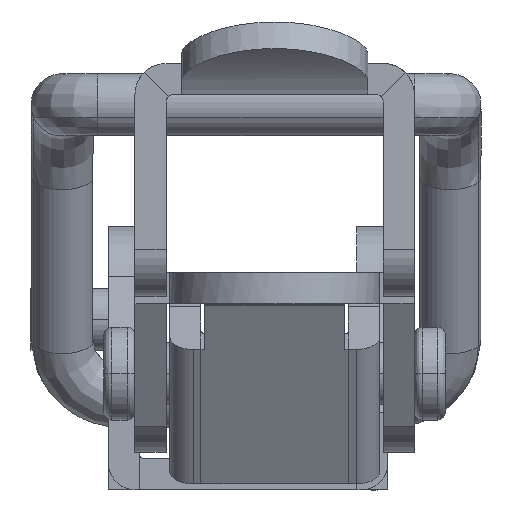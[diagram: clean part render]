
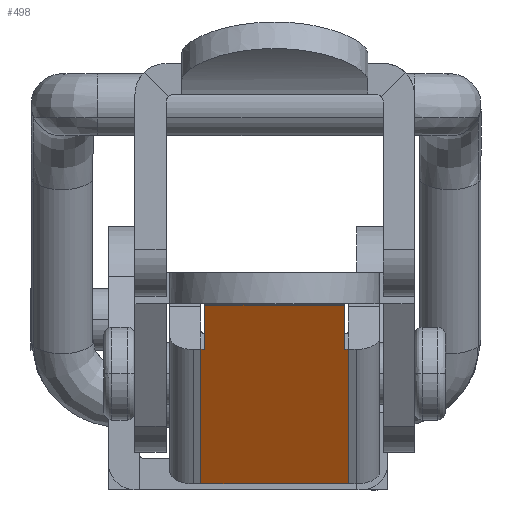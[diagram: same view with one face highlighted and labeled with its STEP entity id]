
A CAD part, left-side view. The second image highlights one B-rep face of the part: STEP entity #498.
In plain terms, the highlighted planar face has unit normal (-0.866, 0, -0.5).
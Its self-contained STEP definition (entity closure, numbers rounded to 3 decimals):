
#106=B_SPLINE_CURVE_WITH_KNOTS('',1,(#6350,#6351),.UNSPECIFIED.,.F.,.F.,
(2,2),(0.,0.25),.UNSPECIFIED.);
#110=B_SPLINE_CURVE_WITH_KNOTS('',1,(#6358,#6359),.UNSPECIFIED.,.F.,.F.,
(2,2),(0.,10.),.UNSPECIFIED.);
#122=B_SPLINE_CURVE_WITH_KNOTS('',1,(#6400,#6401),.UNSPECIFIED.,.F.,.F.,
(2,2),(0.,10.),.UNSPECIFIED.);
#125=B_SPLINE_CURVE_WITH_KNOTS('',1,(#6406,#6407),.UNSPECIFIED.,.F.,.F.,
(2,2),(0.,0.25),.UNSPECIFIED.);
#137=B_SPLINE_CURVE_WITH_KNOTS('',1,(#6455,#6456),.UNSPECIFIED.,.F.,.F.,
(2,2),(-9.,0.),.UNSPECIFIED.);
#175=B_SPLINE_CURVE_WITH_KNOTS('',1,(#6546,#6547,#6548,#6549),
 .UNSPECIFIED.,.F.,.F.,(2,1,1,2),(0.,0.25,9.25,9.5),.UNSPECIFIED.);
#179=B_SPLINE_CURVE_WITH_KNOTS('',1,(#6557,#6558),.UNSPECIFIED.,.F.,.F.,
(2,2),(-3.277,0.),.UNSPECIFIED.);
#180=B_SPLINE_CURVE_WITH_KNOTS('',1,(#6559,#6560),.UNSPECIFIED.,.F.,.F.,
(2,2),(-3.277,0.),.UNSPECIFIED.);
#498=ADVANCED_FACE('',(#715),#3548,.T.);
#715=FACE_OUTER_BOUND('',#947,.T.);
#947=EDGE_LOOP('',(#1678,#1679,#1680,#1681,#1682,#1683,#1684,#1685));
#1678=ORIENTED_EDGE('',*,*,#2488,.F.);
#1679=ORIENTED_EDGE('',*,*,#2442,.T.);
#1680=ORIENTED_EDGE('',*,*,#2489,.F.);
#1681=ORIENTED_EDGE('',*,*,#2396,.F.);
#1682=ORIENTED_EDGE('',*,*,#2400,.F.);
#1683=ORIENTED_EDGE('',*,*,#2484,.F.);
#1684=ORIENTED_EDGE('',*,*,#2418,.F.);
#1685=ORIENTED_EDGE('',*,*,#2421,.F.);
#2396=EDGE_CURVE('',#3274,#3275,#106,.T.);
#2400=EDGE_CURVE('',#3278,#3274,#110,.T.);
#2418=EDGE_CURVE('',#3293,#3290,#122,.T.);
#2421=EDGE_CURVE('',#3296,#3293,#125,.T.);
#2442=EDGE_CURVE('',#3312,#3310,#137,.T.);
#2484=EDGE_CURVE('',#3290,#3278,#175,.T.);
#2488=EDGE_CURVE('',#3312,#3296,#179,.T.);
#2489=EDGE_CURVE('',#3275,#3310,#180,.T.);
#3274=VERTEX_POINT('',#6206);
#3275=VERTEX_POINT('',#6207);
#3278=VERTEX_POINT('',#6210);
#3290=VERTEX_POINT('',#6222);
#3293=VERTEX_POINT('',#6225);
#3296=VERTEX_POINT('',#6228);
#3310=VERTEX_POINT('',#6242);
#3312=VERTEX_POINT('',#6244);
#3548=PLANE('',#3990);
#3990=AXIS2_PLACEMENT_3D('',#6159,#4460,$);
#4460=DIRECTION('',(-0.866,0.,-0.5));
#6159=CARTESIAN_POINT('',(-66.09,14.712,8.547));
#6206=CARTESIAN_POINT('',(-63.779,13.75,4.544));
#6207=CARTESIAN_POINT('',(-63.779,13.5,4.544));
#6210=CARTESIAN_POINT('',(-58.779,13.75,-4.116));
#6222=CARTESIAN_POINT('',(-58.779,4.25,-4.116));
#6225=CARTESIAN_POINT('',(-63.779,4.25,4.544));
#6228=CARTESIAN_POINT('',(-63.779,4.5,4.544));
#6242=CARTESIAN_POINT('',(-65.418,13.5,7.382));
#6244=CARTESIAN_POINT('',(-65.418,4.5,7.382));
#6350=CARTESIAN_POINT('',(-63.779,13.75,4.544));
#6351=CARTESIAN_POINT('',(-63.779,13.5,4.544));
#6358=CARTESIAN_POINT('',(-58.779,13.75,-4.116));
#6359=CARTESIAN_POINT('',(-63.779,13.75,4.544));
#6400=CARTESIAN_POINT('',(-63.779,4.25,4.544));
#6401=CARTESIAN_POINT('',(-58.779,4.25,-4.116));
#6406=CARTESIAN_POINT('',(-63.779,4.5,4.544));
#6407=CARTESIAN_POINT('',(-63.779,4.25,4.544));
#6455=CARTESIAN_POINT('',(-65.418,4.5,7.382));
#6456=CARTESIAN_POINT('',(-65.418,13.5,7.382));
#6546=CARTESIAN_POINT('',(-58.779,4.25,-4.116));
#6547=CARTESIAN_POINT('',(-58.779,4.5,-4.116));
#6548=CARTESIAN_POINT('',(-58.779,13.5,-4.116));
#6549=CARTESIAN_POINT('',(-58.779,13.75,-4.116));
#6557=CARTESIAN_POINT('',(-65.418,4.5,7.382));
#6558=CARTESIAN_POINT('',(-63.779,4.5,4.544));
#6559=CARTESIAN_POINT('',(-63.779,13.5,4.544));
#6560=CARTESIAN_POINT('',(-65.418,13.5,7.382));
